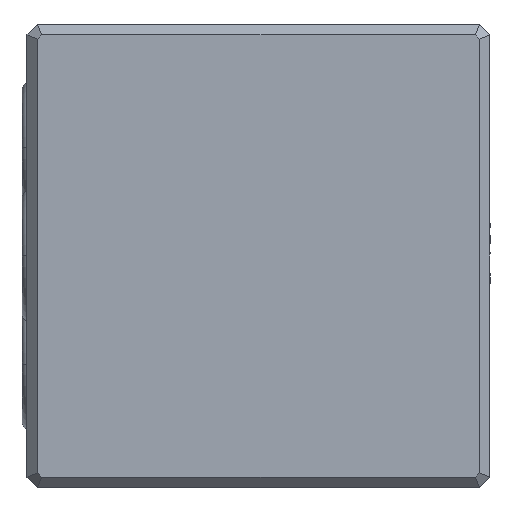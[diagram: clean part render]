
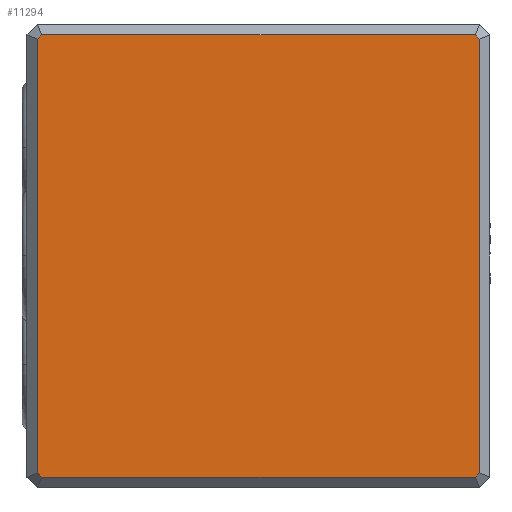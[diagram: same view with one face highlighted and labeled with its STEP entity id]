
A CAD part, left-side view. The second image highlights one B-rep face of the part: STEP entity #11294.
In plain terms, the highlighted planar face has unit normal (-1, 0, 0).
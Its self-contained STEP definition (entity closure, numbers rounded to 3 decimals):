
#158 = EDGE_CURVE ( 'NONE', #4117, #8690, #13229, .T. ) ;
#259 = VECTOR ( 'NONE', #5393, 1000. ) ;
#447 = CARTESIAN_POINT ( 'NONE',  ( 0., -44.5, 1. ) ) ;
#538 = EDGE_CURVE ( 'NONE', #7003, #4117, #10092, .T. ) ;
#1785 = ORIENTED_EDGE ( 'NONE', *, *, #7400, .T. ) ;
#1911 = CARTESIAN_POINT ( 'NONE',  ( 0., -1.207, 43.293 ) ) ;
#2123 = CARTESIAN_POINT ( 'NONE',  ( 0., -43.293, 1.207 ) ) ;
#2875 = LINE ( 'NONE', #2123, #259 ) ;
#2883 = CARTESIAN_POINT ( 'NONE',  ( 0., -43.5, 1.414 ) ) ;
#3169 = ORIENTED_EDGE ( 'NONE', *, *, #158, .T. ) ;
#3874 = DIRECTION ( 'NONE',  ( 0., 0., 1. ) ) ;
#4030 = DIRECTION ( 'NONE',  ( -1., 0., 0. ) ) ;
#4117 = VERTEX_POINT ( 'NONE', #9923 ) ;
#4523 = ORIENTED_EDGE ( 'NONE', *, *, #9501, .T. ) ;
#4699 = VERTEX_POINT ( 'NONE', #10478 ) ;
#5305 = LINE ( 'NONE', #11779, #11965 ) ;
#5393 = DIRECTION ( 'NONE',  ( 0., -0.707, 0.707 ) ) ;
#5459 = CARTESIAN_POINT ( 'NONE',  ( 0., -1.414, 43.5 ) ) ;
#6658 = ORIENTED_EDGE ( 'NONE', *, *, #538, .T. ) ;
#7003 = VERTEX_POINT ( 'NONE', #8248 ) ;
#7293 = CARTESIAN_POINT ( 'NONE',  ( 0., -65.543, 21.043 ) ) ;
#7400 = EDGE_CURVE ( 'NONE', #16557, #14057, #19366, .T. ) ;
#7668 = EDGE_CURVE ( 'NONE', #9430, #4699, #19127, .T. ) ;
#8248 = CARTESIAN_POINT ( 'NONE',  ( 0., -1., 1.414 ) ) ;
#8314 = ORIENTED_EDGE ( 'NONE', *, *, #9875, .T. ) ;
#8449 = VECTOR ( 'NONE', #12398, 1000. ) ;
#8690 = VERTEX_POINT ( 'NONE', #13479 ) ;
#8728 = ORIENTED_EDGE ( 'NONE', *, *, #7668, .T. ) ;
#9154 = VERTEX_POINT ( 'NONE', #2883 ) ;
#9169 = VECTOR ( 'NONE', #15631, 1000. ) ;
#9430 = VERTEX_POINT ( 'NONE', #9998 ) ;
#9501 = EDGE_CURVE ( 'NONE', #9154, #9430, #16711, .T. ) ;
#9637 = VECTOR ( 'NONE', #10489, 1000. ) ;
#9875 = EDGE_CURVE ( 'NONE', #8690, #9154, #2875, .T. ) ;
#9923 = CARTESIAN_POINT ( 'NONE',  ( 0., -1.414, 1. ) ) ;
#9998 = CARTESIAN_POINT ( 'NONE',  ( 0., -43.5, 43.086 ) ) ;
#10092 = LINE ( 'NONE', #18404, #13208 ) ;
#10478 = CARTESIAN_POINT ( 'NONE',  ( 0., -43.086, 43.5 ) ) ;
#10489 = DIRECTION ( 'NONE',  ( 0., 0.707, 0.707 ) ) ;
#10930 = VECTOR ( 'NONE', #14884, 1000. ) ;
#11294 = ADVANCED_FACE ( 'NONE', ( #18756 ), #11556, .T. ) ;
#11556 = PLANE ( 'NONE',  #18887 ) ;
#11779 = CARTESIAN_POINT ( 'NONE',  ( 0., -44.5, 43.5 ) ) ;
#11965 = VECTOR ( 'NONE', #17773, 1000. ) ;
#12175 = ORIENTED_EDGE ( 'NONE', *, *, #12179, .T. ) ;
#12179 = EDGE_CURVE ( 'NONE', #4699, #16557, #5305, .T. ) ;
#12241 = DIRECTION ( 'NONE',  ( 0., -0.707, -0.707 ) ) ;
#12398 = DIRECTION ( 'NONE',  ( 0., 0.707, -0.707 ) ) ;
#12689 = VECTOR ( 'NONE', #3874, 1000. ) ;
#13016 = CARTESIAN_POINT ( 'NONE',  ( 0., -43.5, 43.5 ) ) ;
#13172 = CARTESIAN_POINT ( 'NONE',  ( 0., -44.5, 0. ) ) ;
#13208 = VECTOR ( 'NONE', #12241, 1000. ) ;
#13229 = LINE ( 'NONE', #447, #9169 ) ;
#13479 = CARTESIAN_POINT ( 'NONE',  ( 0., -43.086, 1. ) ) ;
#14057 = VERTEX_POINT ( 'NONE', #16047 ) ;
#14600 = EDGE_CURVE ( 'NONE', #14057, #7003, #16630, .T. ) ;
#14884 = DIRECTION ( 'NONE',  ( 0., 0., -1. ) ) ;
#15436 = EDGE_LOOP ( 'NONE', ( #4523, #8728, #12175, #1785, #19055, #6658, #3169, #8314 ) ) ;
#15631 = DIRECTION ( 'NONE',  ( 0., -1., 0. ) ) ;
#16047 = CARTESIAN_POINT ( 'NONE',  ( 0., -1., 43.086 ) ) ;
#16279 = DIRECTION ( 'NONE',  ( 0., 0., 1. ) ) ;
#16557 = VERTEX_POINT ( 'NONE', #5459 ) ;
#16630 = LINE ( 'NONE', #19698, #10930 ) ;
#16711 = LINE ( 'NONE', #13016, #12689 ) ;
#17773 = DIRECTION ( 'NONE',  ( 0., 1., 0. ) ) ;
#18404 = CARTESIAN_POINT ( 'NONE',  ( 0., -23.457, -21.043 ) ) ;
#18756 = FACE_OUTER_BOUND ( 'NONE', #15436, .T. ) ;
#18887 = AXIS2_PLACEMENT_3D ( 'NONE', #13172, #4030, #16279 ) ;
#19055 = ORIENTED_EDGE ( 'NONE', *, *, #14600, .T. ) ;
#19127 = LINE ( 'NONE', #7293, #9637 ) ;
#19366 = LINE ( 'NONE', #1911, #8449 ) ;
#19698 = CARTESIAN_POINT ( 'NONE',  ( 0., -1., 0. ) ) ;
